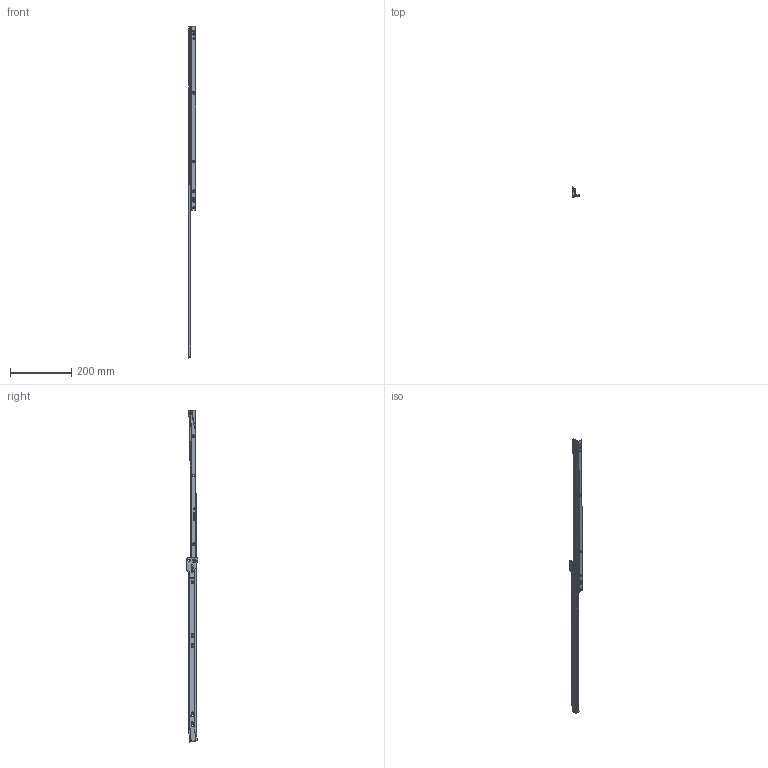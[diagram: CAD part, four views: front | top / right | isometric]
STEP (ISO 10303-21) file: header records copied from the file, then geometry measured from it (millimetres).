
FILE_DESCRIPTION (( 'STEP AP214' ), '1' );
FILE_NAME ('FR_2021.0600mm_24inch_open_left.STEP', '2022-11-15T07:47:56', ( '' ), ( '' ), 'SwSTEP 2.0', 'SolidWorks 2020', '' );
FILE_SCHEMA (( 'AUTOMOTIVE_DESIGN' ));
Length unit declared in the file: millimetre
Products named in the file (5): FR_2021.0600mm_24inch_open_left; 2021.XXX-03.W153.li_NL 600; 2021.XXX-01.W124.li_NL 600 Topf Standard; 2021.XXX-01.W124.li_NL 600; 2021.XXX-03.W153_NL 600 li ge
Assembly tree (4 placements, depth 3):
  FR_2021.0600mm_24inch_open_left
    2021.XXX-01.W124.li_NL 600
      2021.XXX-01.W124.li_NL 600 Topf Standard
    2021.XXX-03.W153.li_NL 600
      2021.XXX-03.W153_NL 600 li ge
Bounding box: 25.5 x 36.4 x 1081.88 mm (x, y, z)
Volume: 60278.8 mm3; surface area: 97684.4 mm2
Topology: 2 solids, 2 shells, 874 faces, 2107 edges, 1340 vertices
Faces by surface type: cylinder 396, plane 358, cone 56, bspline 45, torus 19
Entity records: 29272 total; most frequent: CARTESIAN_POINT 6904, DIRECTION 4479, ORIENTED_EDGE 4212, EDGE_CURVE 2106, AXIS2_PLACEMENT_3D 1674, VERTEX_POINT 1340, LINE 1131, VECTOR 1131
